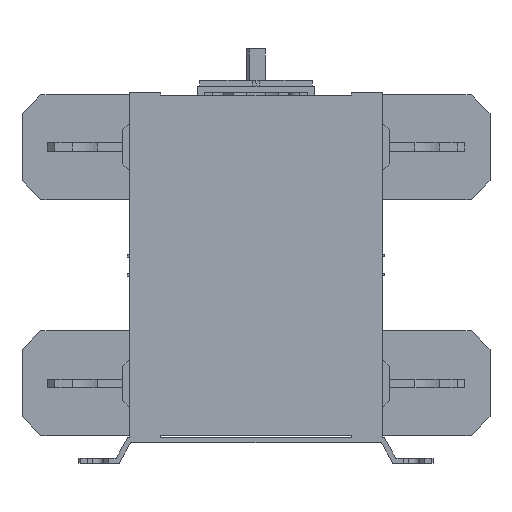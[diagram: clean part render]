
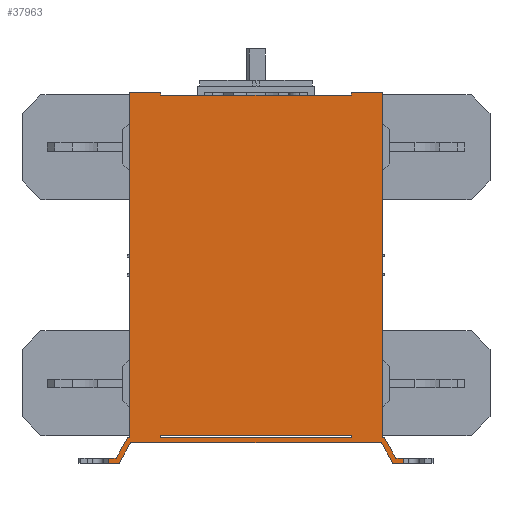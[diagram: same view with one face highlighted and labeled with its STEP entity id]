
A CAD part, left-side view. The second image highlights one B-rep face of the part: STEP entity #37963.
In plain terms, the highlighted planar face has unit normal (-1, 0, 0).
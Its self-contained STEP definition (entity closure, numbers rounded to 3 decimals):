
#9145=DIRECTION('',(0.,1.,0.));
#9146=VECTOR('',#9145,198.156);
#9147=CARTESIAN_POINT('',(-189.636,-310.078,-43.9));
#9148=LINE('',#9147,#9146);
#9207=DIRECTION('',(0.,0.,1.));
#9208=VECTOR('',#9207,2.);
#9209=CARTESIAN_POINT('',(-189.636,-135.5,-39.9));
#9210=LINE('',#9209,#9208);
#9214=DIRECTION('',(0.,1.,0.));
#9215=VECTOR('',#9214,151.);
#9216=CARTESIAN_POINT('',(-189.636,-286.5,-39.9));
#9217=LINE('',#9216,#9215);
#9221=DIRECTION('',(0.,0.,-1.));
#9222=VECTOR('',#9221,2.);
#9223=CARTESIAN_POINT('',(-189.636,-286.5,
-37.9));
#9224=LINE('',#9223,#9222);
#9228=DIRECTION('',(0.,-1.,0.));
#9229=VECTOR('',#9228,151.);
#9230=CARTESIAN_POINT('',(-189.636,-135.5,
-37.9));
#9231=LINE('',#9230,#9229);
#9235=DIRECTION('',(0.,0.,1.));
#9236=VECTOR('',#9235,273.);
#9237=CARTESIAN_POINT('',(-189.636,-311.,-39.9));
#9238=LINE('',#9237,#9236);
#9242=DIRECTION('',(0.,1.,0.));
#9243=VECTOR('',#9242,1.391);
#9244=CARTESIAN_POINT('',(-189.636,-312.391,-39.9));
#9245=LINE('',#9244,#9243);
#9249=DIRECTION('',(0.,0.499,0.867));
#9250=VECTOR('',#9249,18.462);
#9251=CARTESIAN_POINT('',(-189.636,-321.602,-55.9));
#9252=LINE('',#9251,#9250);
#9256=DIRECTION('',(0.,-0.499,-0.867));
#9257=VECTOR('',#9256,18.462);
#9258=CARTESIAN_POINT('',(-189.636,-310.078,-43.9));
#9259=LINE('',#9258,#9257);
#9263=DIRECTION('',(0.,-0.499,0.867));
#9264=VECTOR('',#9263,18.462);
#9265=CARTESIAN_POINT('',(-189.636,-102.711,-59.9));
#9266=LINE('',#9265,#9264);
#9270=DIRECTION('',(0.,0.499,-0.867));
#9271=VECTOR('',#9270,18.462);
#9272=CARTESIAN_POINT('',(-189.636,-109.609,-39.9));
#9273=LINE('',#9272,#9271);
#9277=DIRECTION('',(0.,1.,0.));
#9278=VECTOR('',#9277,1.391);
#9279=CARTESIAN_POINT('',(-189.636,-111.,-39.9));
#9280=LINE('',#9279,#9278);
#9284=DIRECTION('',(0.,0.,-1.));
#9285=VECTOR('',#9284,273.);
#9286=CARTESIAN_POINT('',(-189.636,-111.,233.1));
#9287=LINE('',#9286,#9285);
#9291=DIRECTION('',(0.,0.,1.));
#9292=VECTOR('',#9291,2.);
#9293=CARTESIAN_POINT('',(-189.636,-135.5,231.1));
#9294=LINE('',#9293,#9292);
#9298=DIRECTION('',(0.,1.,0.));
#9299=VECTOR('',#9298,151.);
#9300=CARTESIAN_POINT('',(-189.636,-286.5,231.1));
#9301=LINE('',#9300,#9299);
#9305=DIRECTION('',(0.,0.,-1.));
#9306=VECTOR('',#9305,2.);
#9307=CARTESIAN_POINT('',(-189.636,-286.5,233.1));
#9308=LINE('',#9307,#9306);
#9312=DIRECTION('',(0.,1.,0.));
#9313=VECTOR('',#9312,24.5);
#9314=CARTESIAN_POINT('',(-189.636,-311.,233.1));
#9315=LINE('',#9314,#9313);
#13325=DIRECTION('',(0.,-1.,0.));
#13326=VECTOR('',#13325,24.5);
#13327=CARTESIAN_POINT('',(-189.636,-111.,233.1));
#13328=LINE('',#13327,#13326);
#22284=DIRECTION('',(0.,-1.,0.));
#22285=VECTOR('',#22284,5.898);
#22286=CARTESIAN_POINT('',(-189.636,-321.602,-55.9));
#22287=LINE('',#22286,#22285);
#22305=DIRECTION('',(0.,1.,0.));
#22306=VECTOR('',#22305,8.211);
#22307=CARTESIAN_POINT('',(-189.636,-327.5,-59.9));
#22308=LINE('',#22307,#22306);
#22347=DIRECTION('',(0.,0.,-1.));
#22348=VECTOR('',#22347,4.);
#22349=CARTESIAN_POINT('',(-189.636,-327.5,-55.9));
#22350=LINE('',#22349,#22348);
#22482=DIRECTION('',(0.,-1.,0.));
#22483=VECTOR('',#22482,5.898);
#22484=CARTESIAN_POINT('',(-189.636,-94.5,-55.9));
#22485=LINE('',#22484,#22483);
#22538=DIRECTION('',(0.,0.,1.));
#22539=VECTOR('',#22538,4.);
#22540=CARTESIAN_POINT('',(-189.636,-94.5,-59.9));
#22541=LINE('',#22540,#22539);
#22580=DIRECTION('',(0.,1.,0.));
#22581=VECTOR('',#22580,8.211);
#22582=CARTESIAN_POINT('',(-189.636,-102.711,-59.9));
#22583=LINE('',#22582,#22581);
#26436=CARTESIAN_POINT('',(-189.636,-286.5,
-37.9));
#26438=VERTEX_POINT('',#26436);
#26976=CARTESIAN_POINT('',(-189.636,-111.,233.1));
#26977=CARTESIAN_POINT('',(-189.636,-135.5,233.1));
#26978=VERTEX_POINT('',#26976);
#26979=VERTEX_POINT('',#26977);
#27031=CARTESIAN_POINT('',(-189.636,-135.5,
-37.9));
#27033=VERTEX_POINT('',#27031);
#27290=CARTESIAN_POINT('',(-189.636,-311.,233.1));
#27291=CARTESIAN_POINT('',(-189.636,-286.5,233.1));
#27292=VERTEX_POINT('',#27290);
#27293=VERTEX_POINT('',#27291);
#27876=CARTESIAN_POINT('',(-189.636,-286.5,231.1));
#27877=CARTESIAN_POINT('',(-189.636,-135.5,231.1));
#27878=VERTEX_POINT('',#27876);
#27879=VERTEX_POINT('',#27877);
#30000=CARTESIAN_POINT('',(-189.636,-94.5,-55.9));
#30001=CARTESIAN_POINT('',(-189.636,-100.398,-55.9));
#30002=VERTEX_POINT('',#30000);
#30003=VERTEX_POINT('',#30001);
#30010=CARTESIAN_POINT('',(-189.636,-327.5,-55.9));
#30011=CARTESIAN_POINT('',(-189.636,-327.5,-59.9));
#30012=VERTEX_POINT('',#30010);
#30013=VERTEX_POINT('',#30011);
#30022=CARTESIAN_POINT('',(-189.636,-109.609,-39.9));
#30023=VERTEX_POINT('',#30022);
#30030=CARTESIAN_POINT('',(-189.636,-310.078,-43.9));
#30031=CARTESIAN_POINT('',(-189.636,-319.289,
-59.9));
#30032=VERTEX_POINT('',#30030);
#30033=VERTEX_POINT('',#30031);
#30044=CARTESIAN_POINT('',(-189.636,-321.602,-55.9));
#30045=CARTESIAN_POINT('',(-189.636,-312.391,-39.9));
#30046=VERTEX_POINT('',#30044);
#30047=VERTEX_POINT('',#30045);
#30048=CARTESIAN_POINT('',(-189.636,-94.5,-59.9));
#30049=VERTEX_POINT('',#30048);
#30050=CARTESIAN_POINT('',(-189.636,-102.711,-59.9));
#30051=VERTEX_POINT('',#30050);
#30058=CARTESIAN_POINT('',(-189.636,-111.922,-43.9));
#30059=VERTEX_POINT('',#30058);
#30246=CARTESIAN_POINT('',(-189.636,-286.5,-39.9));
#30248=VERTEX_POINT('',#30246);
#30250=CARTESIAN_POINT('',(-189.636,-135.5,-39.9));
#30252=VERTEX_POINT('',#30250);
#30278=CARTESIAN_POINT('',(-189.636,-311.,-39.9));
#30279=VERTEX_POINT('',#30278);
#30280=CARTESIAN_POINT('',(-189.636,-111.,-39.9));
#30281=VERTEX_POINT('',#30280);
#37912=CARTESIAN_POINT('',(-189.636,-281.85,227.9));
#37913=DIRECTION('',(1.,0.,0.));
#37914=DIRECTION('',(0.,1.,0.));
#37915=AXIS2_PLACEMENT_3D('',#37912,#37913,#37914);
#37916=PLANE('',#37915);
#37917=ORIENTED_EDGE('',*,*,#30567,.F.);
#37918=ORIENTED_EDGE('',*,*,#37788,.F.);
#37920=ORIENTED_EDGE('',*,*,#37919,.F.);
#37922=ORIENTED_EDGE('',*,*,#37921,.T.);
#37924=ORIENTED_EDGE('',*,*,#37923,.T.);
#37926=ORIENTED_EDGE('',*,*,#37925,.T.);
#37928=ORIENTED_EDGE('',*,*,#37927,.F.);
#37929=ORIENTED_EDGE('',*,*,#37885,.T.);
#37931=ORIENTED_EDGE('',*,*,#37930,.F.);
#37933=ORIENTED_EDGE('',*,*,#37932,.T.);
#37935=ORIENTED_EDGE('',*,*,#37934,.T.);
#37937=ORIENTED_EDGE('',*,*,#37936,.T.);
#37939=ORIENTED_EDGE('',*,*,#37938,.F.);
#37940=ORIENTED_EDGE('',*,*,#37780,.F.);
#37941=ORIENTED_EDGE('',*,*,#33243,.F.);
#37943=ORIENTED_EDGE('',*,*,#37942,.T.);
#37945=ORIENTED_EDGE('',*,*,#37944,.F.);
#37947=ORIENTED_EDGE('',*,*,#37946,.F.);
#37949=ORIENTED_EDGE('',*,*,#37948,.F.);
#37951=ORIENTED_EDGE('',*,*,#37950,.F.);
#37952=EDGE_LOOP('',(#37917,#37918,#37920,#37922,#37924,#37926,#37928,#37929,
#37931,#37933,#37935,#37937,#37939,#37940,#37941,#37943,#37945,#37947,#37949,
#37951));
#37953=FACE_OUTER_BOUND('',#37952,.F.);
#37955=ORIENTED_EDGE('',*,*,#37954,.F.);
#37956=ORIENTED_EDGE('',*,*,#37772,.F.);
#37958=ORIENTED_EDGE('',*,*,#37957,.F.);
#37960=ORIENTED_EDGE('',*,*,#37959,.F.);
#37961=EDGE_LOOP('',(#37955,#37956,#37958,#37960));
#37962=FACE_BOUND('',#37961,.F.);
#30567=EDGE_CURVE('',#30279,#27292,#9238,.T.);
#33243=EDGE_CURVE('',#26978,#30281,#9287,.T.);
#37772=EDGE_CURVE('',#30248,#30252,#9217,.T.);
#37780=EDGE_CURVE('',#30281,#30023,#9280,.T.);
#37788=EDGE_CURVE('',#30047,#30279,#9245,.T.);
#37885=EDGE_CURVE('',#30032,#30059,#9148,.T.);
#37919=EDGE_CURVE('',#30046,#30047,#9252,.T.);
#37921=EDGE_CURVE('',#30046,#30012,#22287,.T.);
#37923=EDGE_CURVE('',#30012,#30013,#22350,.T.);
#37925=EDGE_CURVE('',#30013,#30033,#22308,.T.);
#37927=EDGE_CURVE('',#30032,#30033,#9259,.T.);
#37930=EDGE_CURVE('',#30051,#30059,#9266,.T.);
#37932=EDGE_CURVE('',#30051,#30049,#22583,.T.);
#37934=EDGE_CURVE('',#30049,#30002,#22541,.T.);
#37936=EDGE_CURVE('',#30002,#30003,#22485,.T.);
#37938=EDGE_CURVE('',#30023,#30003,#9273,.T.);
#37942=EDGE_CURVE('',#26978,#26979,#13328,.T.);
#37944=EDGE_CURVE('',#27879,#26979,#9294,.T.);
#37946=EDGE_CURVE('',#27878,#27879,#9301,.T.);
#37948=EDGE_CURVE('',#27293,#27878,#9308,.T.);
#37950=EDGE_CURVE('',#27292,#27293,#9315,.T.);
#37954=EDGE_CURVE('',#30252,#27033,#9210,.T.);
#37957=EDGE_CURVE('',#26438,#30248,#9224,.T.);
#37959=EDGE_CURVE('',#27033,#26438,#9231,.T.);
#37963=ADVANCED_FACE('',(#37953,#37962),#37916,.F.);
